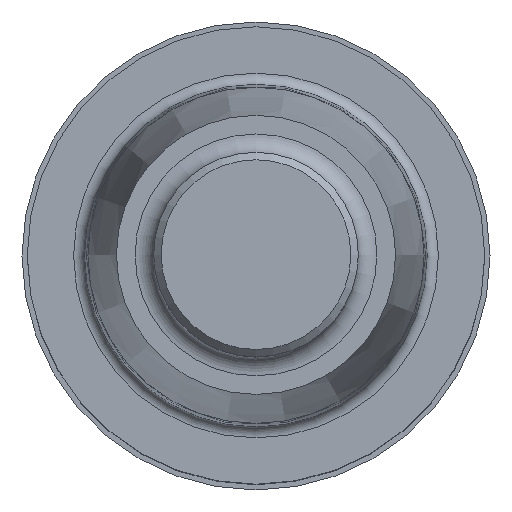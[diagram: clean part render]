
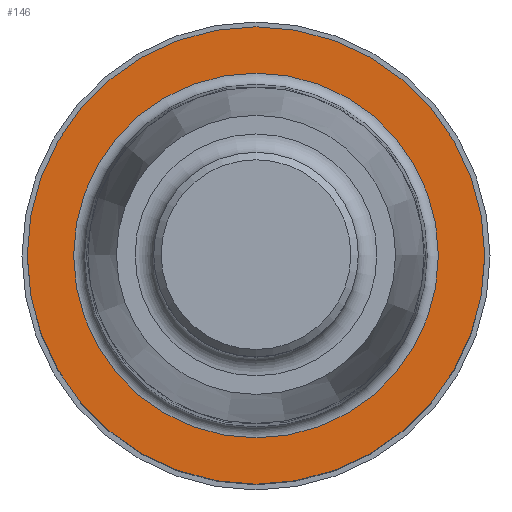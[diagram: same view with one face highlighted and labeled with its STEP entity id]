
A CAD part, top view. The second image highlights one B-rep face of the part: STEP entity #146.
In plain terms, the highlighted planar face has unit normal (0, 0, 1).
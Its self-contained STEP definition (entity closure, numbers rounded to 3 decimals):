
#126=FACE_BOUND('',#171,.T.);
#127=FACE_BOUND('',#172,.T.);
#146=ADVANCED_FACE('',(#126,#127),#159,.F.);
#159=PLANE('',#258);
#171=EDGE_LOOP('',(#195));
#172=EDGE_LOOP('',(#196));
#195=ORIENTED_EDGE('',*,*,#230,.F.);
#196=ORIENTED_EDGE('',*,*,#229,.T.);
#217=VERTEX_POINT('',#338);
#218=VERTEX_POINT('',#341);
#229=EDGE_CURVE('',#217,#217,#241,.T.);
#230=EDGE_CURVE('',#218,#218,#242,.T.);
#241=CIRCLE('',#255,6.15);
#242=CIRCLE('',#257,4.904);
#255=AXIS2_PLACEMENT_3D('',#337,#285,#286);
#257=AXIS2_PLACEMENT_3D('',#340,#289,#290);
#258=AXIS2_PLACEMENT_3D('',#342,#291,#292);
#285=DIRECTION('',(0.,0.,1.));
#286=DIRECTION('',(1.,0.,0.));
#289=DIRECTION('',(0.,0.,1.));
#290=DIRECTION('',(1.,0.,0.));
#291=DIRECTION('',(0.,0.,-1.));
#292=DIRECTION('',(-1.,0.,0.));
#337=CARTESIAN_POINT('',(0.,0.,0.));
#338=CARTESIAN_POINT('',(6.15,0.,0.));
#340=CARTESIAN_POINT('',(0.,0.,0.));
#341=CARTESIAN_POINT('',(4.904,0.,0.));
#342=CARTESIAN_POINT('',(0.,-6.15,0.));
